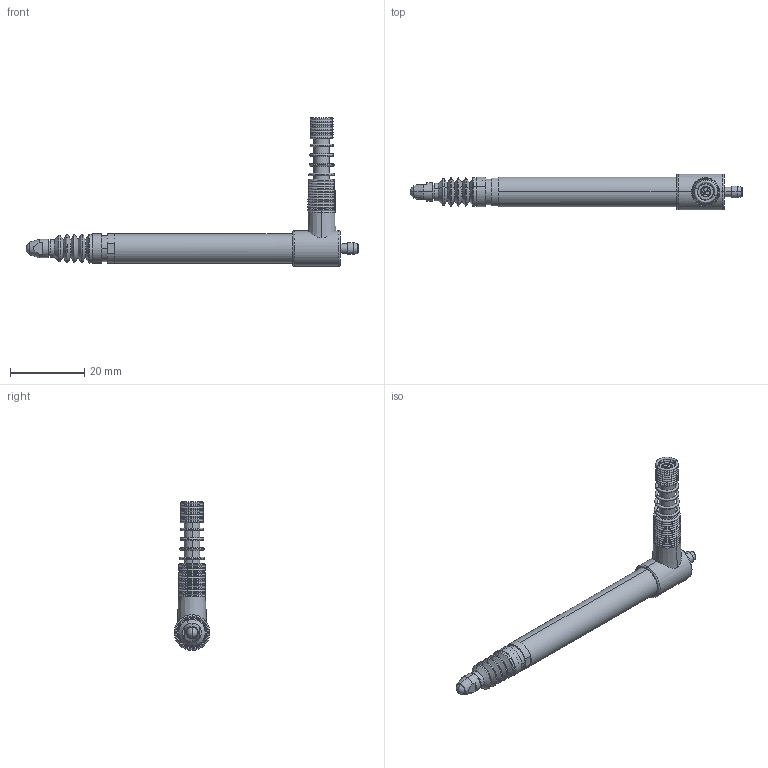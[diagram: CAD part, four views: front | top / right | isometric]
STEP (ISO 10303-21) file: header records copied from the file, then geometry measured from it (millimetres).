
FILE_DESCRIPTION (( 'STEP AP214' ), '1' );
FILE_NAME ('DP-S4V.STEP', '2025-11-07T00:48:29', ( 'User' ), ( 'user' ), 'SwSTEP 2.0', 'SolidWorks 2020', '' );
FILE_SCHEMA (( 'AUTOMOTIVE_DESIGN' ));
Length unit declared in the file: millimetre
Products named in the file (1): DP-S4V
Bounding box: 89.55 x 9.6 x 40.1 mm (x, y, z)
Surface area: 4220.1 mm2 (no closed solid volume)
Topology: 0 solids, 44 shells, 239 faces, 586 edges, 367 vertices
Faces by surface type: torus 140, cylinder 42, plane 27, cone 26, sphere 2, bspline 2
Entity records: 10243 total; most frequent: CARTESIAN_POINT 1747, DIRECTION 1453, ORIENTED_EDGE 1025, AXIS2_PLACEMENT_3D 658, EDGE_CURVE 581, CIRCLE 420, VERTEX_POINT 364, EDGE_LOOP 260
